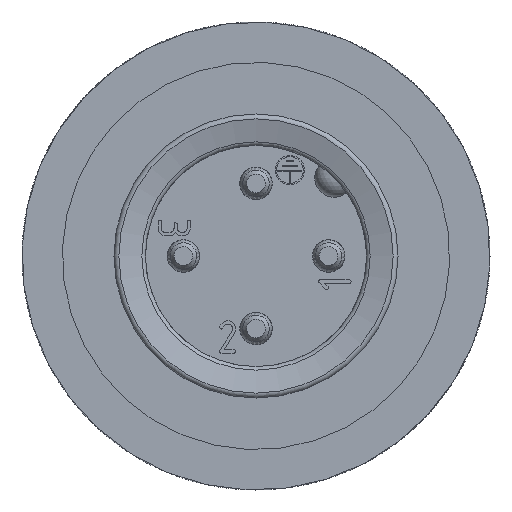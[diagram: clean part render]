
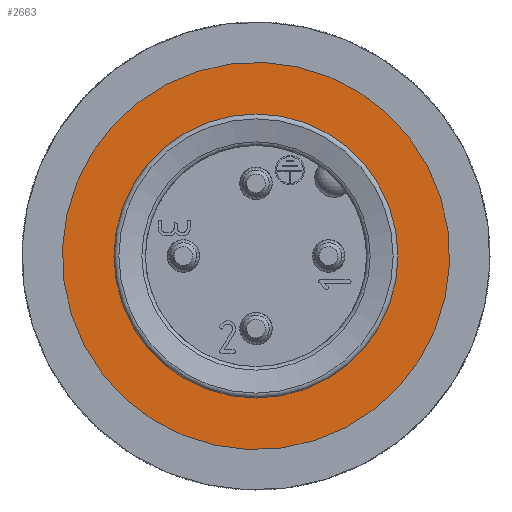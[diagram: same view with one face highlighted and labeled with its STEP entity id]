
A CAD part, left-side view. The second image highlights one B-rep face of the part: STEP entity #2663.
In plain terms, the highlighted planar face has unit normal (-1, 0, 0).
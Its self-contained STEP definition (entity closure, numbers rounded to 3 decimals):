
#2663=ADVANCED_FACE('',(#3909,#3975),#3313,.T.);
#3313=PLANE('',#12936);
#3909=FACE_BOUND('',#4621,.T.);
#3975=FACE_OUTER_BOUND('',#4622,.T.);
#4621=EDGE_LOOP('',(#6605));
#4622=EDGE_LOOP('',(#6606));
#6605=ORIENTED_EDGE('',*,*,#11372,.T.);
#6606=ORIENTED_EDGE('',*,*,#11373,.T.);
#9934=VERTEX_POINT('',#19921);
#9935=VERTEX_POINT('',#19923);
#11372=EDGE_CURVE('',#9934,#9934,#12501,.T.);
#11373=EDGE_CURVE('',#9935,#9935,#12502,.T.);
#12501=CIRCLE('',#12934,8.8);
#12502=CIRCLE('',#12935,12.);
#12934=AXIS2_PLACEMENT_3D('',#19920,#14736,#14737);
#12935=AXIS2_PLACEMENT_3D('',#19922,#14738,#14739);
#12936=AXIS2_PLACEMENT_3D('',#19924,#14740,#14741);
#14736=DIRECTION('',(1.,0.,0.));
#14737=DIRECTION('',(0.,0.,1.));
#14738=DIRECTION('',(-1.,0.,0.));
#14739=DIRECTION('',(0.,0.924,0.382));
#14740=DIRECTION('',(-1.,0.,0.));
#14741=DIRECTION('',(0.,0.924,0.382));
#19920=CARTESIAN_POINT('',(3.6,0.,0.));
#19921=CARTESIAN_POINT('',(3.6,0.,8.8));
#19922=CARTESIAN_POINT('',(3.6,0.,0.));
#19923=CARTESIAN_POINT('',(3.6,11.091,4.582));
#19924=CARTESIAN_POINT('',(3.6,0.,0.));
